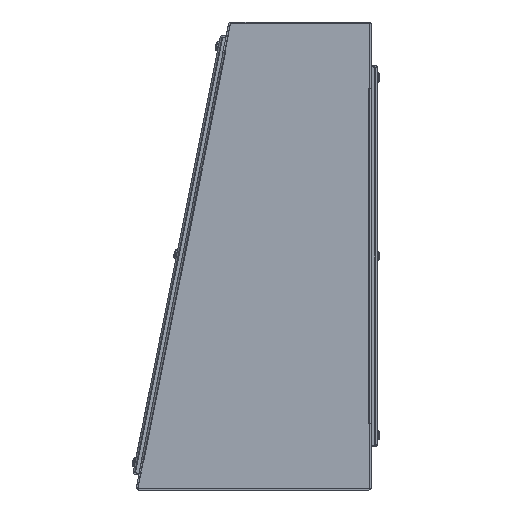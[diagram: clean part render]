
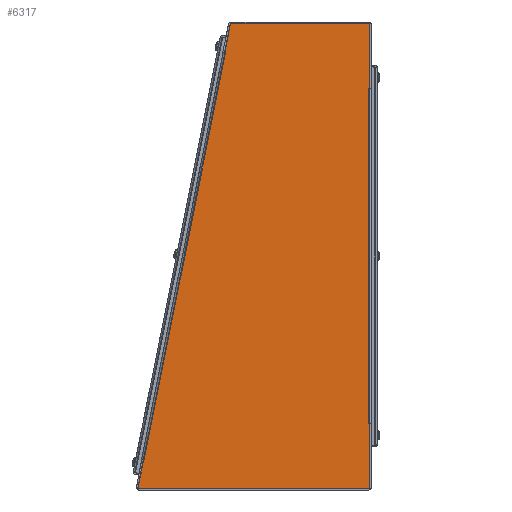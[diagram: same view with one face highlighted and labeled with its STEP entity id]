
A CAD part, left-side view. The second image highlights one B-rep face of the part: STEP entity #6317.
In plain terms, the highlighted face is planar.
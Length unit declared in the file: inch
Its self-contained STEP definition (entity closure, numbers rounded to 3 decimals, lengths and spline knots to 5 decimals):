
#687=PLANE('',#6729);
#966=LINE('',#9473,#1454);
#969=LINE('',#9479,#1457);
#972=LINE('',#9487,#1460);
#975=LINE('',#9491,#1463);
#993=LINE('',#9528,#1481);
#995=LINE('',#9532,#1483);
#997=LINE('',#9535,#1485);
#998=LINE('',#9538,#1486);
#999=LINE('',#9540,#1487);
#1000=LINE('',#9542,#1488);
#1001=LINE('',#9544,#1489);
#1002=LINE('',#9546,#1490);
#1003=LINE('',#9548,#1491);
#1004=LINE('',#9550,#1492);
#1005=LINE('',#9552,#1493);
#1006=LINE('',#9554,#1494);
#1007=LINE('',#9556,#1495);
#1008=LINE('',#9558,#1496);
#1009=LINE('',#9560,#1497);
#1010=LINE('',#9561,#1498);
#1454=VECTOR('',#7665,14.4375);
#1457=VECTOR('',#7670,0.0002);
#1460=VECTOR('',#7675,0.03145);
#1463=VECTOR('',#7680,0.0002);
#1481=VECTOR('',#7702,0.03145);
#1483=VECTOR('',#7706,0.0002);
#1485=VECTOR('',#7710,0.0002);
#1486=VECTOR('',#7713,2.76955);
#1487=VECTOR('',#7714,5.977);
#1488=VECTOR('',#7715,1.26955);
#1489=VECTOR('',#7716,0.03145);
#1490=VECTOR('',#7717,0.0002);
#1491=VECTOR('',#7718,0.0002);
#1492=VECTOR('',#7719,17.83403);
#1493=VECTOR('',#7720,0.0002);
#1494=VECTOR('',#7721,0.0002);
#1495=VECTOR('',#7722,0.03145);
#1496=VECTOR('',#7723,1.26955);
#1497=VECTOR('',#7724,9.977);
#1498=VECTOR('',#7725,2.76955);
#2087=FACE_OUTER_BOUND('',#2479,.T.);
#2479=EDGE_LOOP('',(#4749,#4750,#4751,#4752,#4753,#4754,#4755,#4756,#4757,
#4758,#4759,#4760,#4761,#4762,#4763,#4764,#4765,#4766,#4767,#4768));
#3202=VERTEX_POINT('',#9458);
#3203=VERTEX_POINT('',#9462);
#3206=VERTEX_POINT('',#9477);
#3209=VERTEX_POINT('',#9484);
#3210=VERTEX_POINT('',#9486);
#3226=VERTEX_POINT('',#9525);
#3227=VERTEX_POINT('',#9527);
#3228=VERTEX_POINT('',#9531);
#3229=VERTEX_POINT('',#9537);
#3230=VERTEX_POINT('',#9539);
#3231=VERTEX_POINT('',#9541);
#3232=VERTEX_POINT('',#9543);
#3233=VERTEX_POINT('',#9545);
#3234=VERTEX_POINT('',#9547);
#3235=VERTEX_POINT('',#9549);
#3236=VERTEX_POINT('',#9551);
#3237=VERTEX_POINT('',#9553);
#3238=VERTEX_POINT('',#9555);
#3239=VERTEX_POINT('',#9557);
#3240=VERTEX_POINT('',#9559);
#3768=EDGE_CURVE('',#3202,#3203,#966,.T.);
#3771=EDGE_CURVE('',#3203,#3206,#969,.T.);
#3774=EDGE_CURVE('',#3210,#3209,#972,.T.);
#3777=EDGE_CURVE('',#3206,#3210,#975,.T.);
#3795=EDGE_CURVE('',#3227,#3226,#993,.T.);
#3797=EDGE_CURVE('',#3228,#3202,#995,.T.);
#3799=EDGE_CURVE('',#3226,#3228,#997,.T.);
#3800=EDGE_CURVE('',#3209,#3229,#998,.T.);
#3801=EDGE_CURVE('',#3229,#3230,#999,.T.);
#3802=EDGE_CURVE('',#3230,#3231,#1000,.T.);
#3803=EDGE_CURVE('',#3231,#3232,#1001,.T.);
#3804=EDGE_CURVE('',#3232,#3233,#1002,.T.);
#3805=EDGE_CURVE('',#3233,#3234,#1003,.T.);
#3806=EDGE_CURVE('',#3234,#3235,#1004,.T.);
#3807=EDGE_CURVE('',#3235,#3236,#1005,.T.);
#3808=EDGE_CURVE('',#3236,#3237,#1006,.T.);
#3809=EDGE_CURVE('',#3237,#3238,#1007,.T.);
#3810=EDGE_CURVE('',#3238,#3239,#1008,.T.);
#3811=EDGE_CURVE('',#3239,#3240,#1009,.T.);
#3812=EDGE_CURVE('',#3240,#3227,#1010,.T.);
#4749=ORIENTED_EDGE('',*,*,#3774,.T.);
#4750=ORIENTED_EDGE('',*,*,#3800,.T.);
#4751=ORIENTED_EDGE('',*,*,#3801,.T.);
#4752=ORIENTED_EDGE('',*,*,#3802,.T.);
#4753=ORIENTED_EDGE('',*,*,#3803,.T.);
#4754=ORIENTED_EDGE('',*,*,#3804,.T.);
#4755=ORIENTED_EDGE('',*,*,#3805,.T.);
#4756=ORIENTED_EDGE('',*,*,#3806,.T.);
#4757=ORIENTED_EDGE('',*,*,#3807,.T.);
#4758=ORIENTED_EDGE('',*,*,#3808,.T.);
#4759=ORIENTED_EDGE('',*,*,#3809,.T.);
#4760=ORIENTED_EDGE('',*,*,#3810,.T.);
#4761=ORIENTED_EDGE('',*,*,#3811,.T.);
#4762=ORIENTED_EDGE('',*,*,#3812,.T.);
#4763=ORIENTED_EDGE('',*,*,#3795,.T.);
#4764=ORIENTED_EDGE('',*,*,#3799,.T.);
#4765=ORIENTED_EDGE('',*,*,#3797,.T.);
#4766=ORIENTED_EDGE('',*,*,#3768,.T.);
#4767=ORIENTED_EDGE('',*,*,#3771,.T.);
#4768=ORIENTED_EDGE('',*,*,#3777,.T.);
#6317=ADVANCED_FACE('',(#2087),#687,.F.);
#6729=AXIS2_PLACEMENT_3D('',#9536,#7711,#7712);
#7665=DIRECTION('',(0.,1.,0.));
#7670=DIRECTION('',(1.,0.,0.));
#7675=DIRECTION('',(-1.,0.,0.));
#7680=DIRECTION('',(0.,1.,0.));
#7702=DIRECTION('',(1.,0.,0.));
#7706=DIRECTION('',(-1.,0.,0.));
#7710=DIRECTION('',(0.,1.,0.));
#7711=DIRECTION('center_axis',(0.,0.,1.));
#7712=DIRECTION('ref_axis',(1.,0.,0.));
#7713=DIRECTION('',(0.,1.,0.));
#7714=DIRECTION('',(1.,0.,0.));
#7715=DIRECTION('',(0.196,-0.981,0.));
#7716=DIRECTION('',(-0.981,-0.196,0.));
#7717=DIRECTION('',(0.196,-0.981,0.));
#7718=DIRECTION('',(0.981,0.196,0.));
#7719=DIRECTION('',(0.196,-0.981,0.));
#7720=DIRECTION('',(-0.981,-0.196,0.));
#7721=DIRECTION('',(0.196,-0.981,0.));
#7722=DIRECTION('',(0.981,0.196,0.));
#7723=DIRECTION('',(0.196,-0.981,0.));
#7724=DIRECTION('',(-1.,0.,0.));
#7725=DIRECTION('',(0.,1.,0.));
#9458=CARTESIAN_POINT('',(0.03125,2.76975,0.));
#9462=CARTESIAN_POINT('',(0.03125,17.20725,0.));
#9473=CARTESIAN_POINT('',(0.03125,13.24307,0.));
#9477=CARTESIAN_POINT('',(0.03145,17.20725,0.));
#9479=CARTESIAN_POINT('',(2.05954,17.20725,0.));
#9484=CARTESIAN_POINT('',(0.,17.20745,0.));
#9486=CARTESIAN_POINT('',(0.03145,17.20745,0.));
#9487=CARTESIAN_POINT('',(2.04382,17.20745,0.));
#9491=CARTESIAN_POINT('',(0.03145,13.24317,0.));
#9525=CARTESIAN_POINT('',(0.03145,2.76955,0.));
#9527=CARTESIAN_POINT('',(0.,2.76955,0.));
#9528=CARTESIAN_POINT('',(2.05954,2.76955,0.));
#9531=CARTESIAN_POINT('',(0.03145,2.76975,0.));
#9532=CARTESIAN_POINT('',(2.04382,2.76975,0.));
#9535=CARTESIAN_POINT('',(0.03145,6.02432,0.));
#9536=CARTESIAN_POINT('Origin',(4.08763,9.27889,0.));
#9537=CARTESIAN_POINT('',(0.,19.977,0.));
#9538=CARTESIAN_POINT('',(0.,0.,0.));
#9539=CARTESIAN_POINT('',(5.977,19.977,0.));
#9540=CARTESIAN_POINT('',(0.,19.977,0.));
#9541=CARTESIAN_POINT('',(6.22625,18.73216,0.));
#9542=CARTESIAN_POINT('',(5.977,19.977,0.));
#9543=CARTESIAN_POINT('',(6.19542,18.72598,0.));
#9544=CARTESIAN_POINT('',(4.27281,18.34102,0.));
#9545=CARTESIAN_POINT('',(6.19546,18.72579,0.));
#9546=CARTESIAN_POINT('',(7.06415,14.38731,0.));
#9547=CARTESIAN_POINT('',(6.19565,18.72583,0.));
#9548=CARTESIAN_POINT('',(4.28827,18.34391,0.));
#9549=CARTESIAN_POINT('',(9.69706,1.2389,0.));
#9550=CARTESIAN_POINT('',(8.81505,5.64388,0.));
#9551=CARTESIAN_POINT('',(9.69687,1.23886,0.));
#9552=CARTESIAN_POINT('',(7.77426,0.8539,0.));
#9553=CARTESIAN_POINT('',(9.69691,1.23867,0.));
#9554=CARTESIAN_POINT('',(8.81488,5.64374,0.));
#9555=CARTESIAN_POINT('',(9.72775,1.24484,0.));
#9556=CARTESIAN_POINT('',(7.78972,0.85679,0.));
#9557=CARTESIAN_POINT('',(9.977,0.,0.));
#9558=CARTESIAN_POINT('',(5.977,19.977,0.));
#9559=CARTESIAN_POINT('',(0.,0.,0.));
#9560=CARTESIAN_POINT('',(9.977,0.,0.));
#9561=CARTESIAN_POINT('',(0.,0.,0.));
